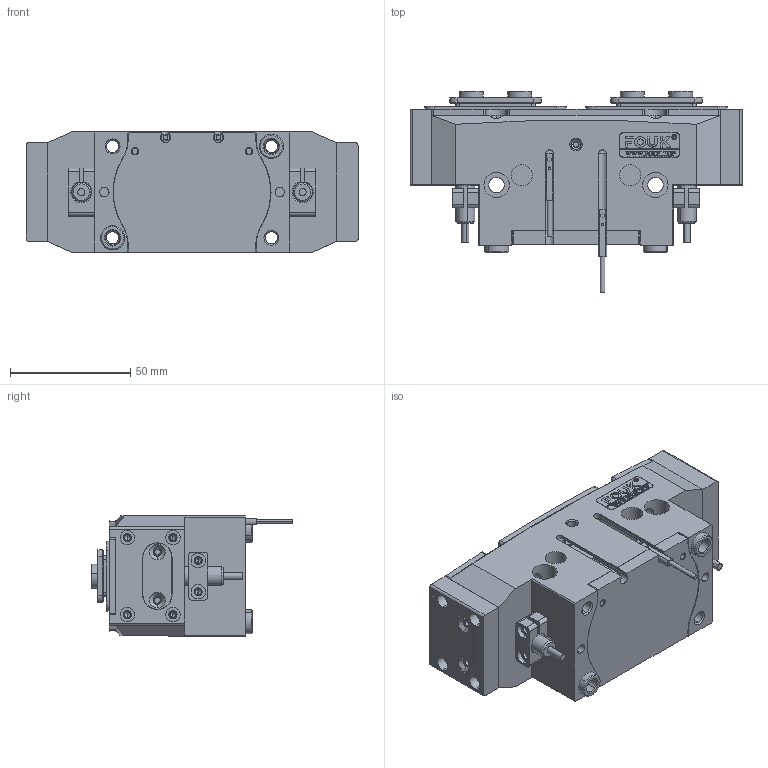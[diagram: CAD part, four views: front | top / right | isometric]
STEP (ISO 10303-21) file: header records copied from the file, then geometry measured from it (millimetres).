
FILE_DESCRIPTION (( 'STEP AP203' ), '1' );
FILE_NAME ('FR45-120-P.STEP', '2025-05-06T07:03:52', ( 'USER-' ), ( 'Microsoft' ), 'SwSTEP 2.0', 'SolidWorks 2018', '' );
FILE_SCHEMA (( 'CONFIG_CONTROL_DESIGN' ));
Length unit declared in the file: millimetre
Products named in the file (20): 褫籵蚚苤結裔; TRT45-120-MX-06 笢猾え; FR45-120-P; 内六角圆柱头螺钉[GBT70_1-2008][M2.5×8]; P-GS-T-01 喘倛蚚標釱; TRT46-120-M-02 喘倛賑輸; 10x6-12杶种; 25x10-R1.5; TRT45-120-MX-01A 喘倛褲极A; 揤輸; 8x23諉輪羲壽; TRT46-120-M-11奻葡裔啣; TRT46-120-M-14 忒硌薊啣; TRT45-120-MX-05 菁裔啣; TRT46-120-M-12 耜猾极; TRT45-120饜滅鳥; TRT46-120-M-13 移动挡板(默认); 揤輸杅耀.sldasm-Part-9; ﾏ擎ﾗ10｡ﾁ6｡ﾁ6; 棠羲換覜ん
Assembly tree (33 placements, depth 3):
  FR45-120-P
    TRT45-120-MX-01A 喘倛褲极A
    TRT46-120-M-02 喘倛賑輸  x2
    TRT45-120-MX-05 菁裔啣
    TRT45-120-MX-06 笢猾え
    P-GS-T-01 喘倛蚚標釱  x2
    8x23諉輪羲壽  x2
    揤輸  x2
      揤輸杅耀.sldasm-Part-9
      内六角圆柱头螺钉[GBT70_1-2008][M2.5×8]
    25x10-R1.5
    棠羲換覜ん  x2
    TRT45-120饜滅鳥
      TRT46-120-M-11奻葡裔啣
      TRT46-120-M-12 耜猾极  x2
      TRT46-120-M-14 忒硌薊啣  x2
      TRT46-120-M-13 移动挡板(默认)  x2
      褫籵蚚苤結裔  x2
      10x6-12杶种  x4
    ﾏ擎ﾗ10｡ﾁ6｡ﾁ6  x2
Bounding box: 138 x 83.82 x 50.1 mm (x, y, z)
Volume: 284855 mm3; surface area: 108907.6 mm2
Topology: 33 solids, 37 shells, 1846 faces, 4713 edges, 2976 vertices
Faces by surface type: plane 748, cylinder 593, cone 334, bspline 155, torus 16
Entity records: 50450 total; most frequent: CARTESIAN_POINT 14276, ORIENTED_EDGE 7088, DIRECTION 6764, EDGE_CURVE 3544, AXIS2_PLACEMENT_3D 2304, VERTEX_POINT 2292, LINE 2156, VECTOR 2156
